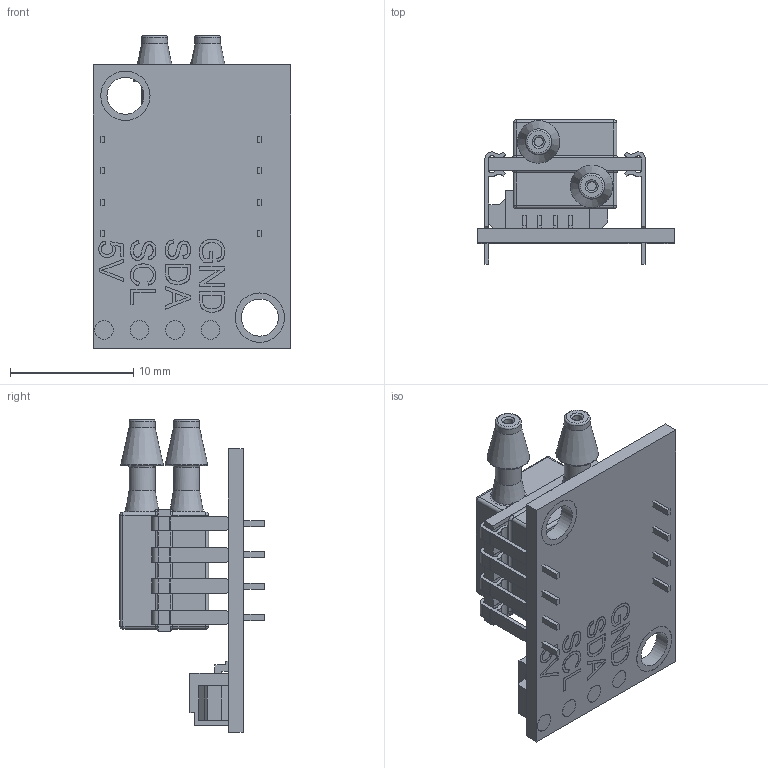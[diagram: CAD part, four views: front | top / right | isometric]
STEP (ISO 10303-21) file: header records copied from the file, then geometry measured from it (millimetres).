
FILE_DESCRIPTION(/* description */ (''),/* implementation_level */ '2;1');
FILE_NAME(/* name */ 'Digital Airspeed Sensor v4.step',/* time_stamp */ '2024-03-29T12:32:57-05:00',/* author */ (''),/* organization */ (''),/* preprocessor_version */ 'ST-DEVELOPER v20',/* originating_system */ 'Autodesk Translation Framework v12.20.1.177',/* authorisation */ '');
FILE_SCHEMA (('AUTOMOTIVE_DESIGN { 1 0 10303 214 3 1 1 }'));
Length unit declared in the file: millimetre
Products named in the file (4): Digital Airspeed Sensor; PCB; ms4525-ds-p_p2-54_l17-4_w12-4 v1; CONN HEADER SMD R/A 4POS 1.25MM v1
Assembly tree (3 placements, depth 3):
  Digital Airspeed Sensor
    PCB
      ms4525-ds-p_p2-54_l17-4_w12-4 v1
      CONN HEADER SMD R/A 4POS 1.25MM v1
Bounding box: 16 x 11.7 x 25.38 mm (x, y, z)
Volume: 1204 mm3; surface area: 1938.1 mm2
Topology: 3 solids, 3 shells, 796 faces, 2168 edges, 1412 vertices
Faces by surface type: plane 472, bspline 164, cylinder 130, torus 18, sphere 8, cone 4
Full cylindrical faces by diameter (mm): 0.75 x2, 1.5 x4, 2.1 x4, 3 x2, 4 x2, 5 x2
Entity records: 27861 total; most frequent: CARTESIAN_POINT 8224, ORIENTED_EDGE 4336, DIRECTION 3406, EDGE_CURVE 2168, LINE 1530, VECTOR 1530, VERTEX_POINT 1412, AXIS2_PLACEMENT_3D 938
